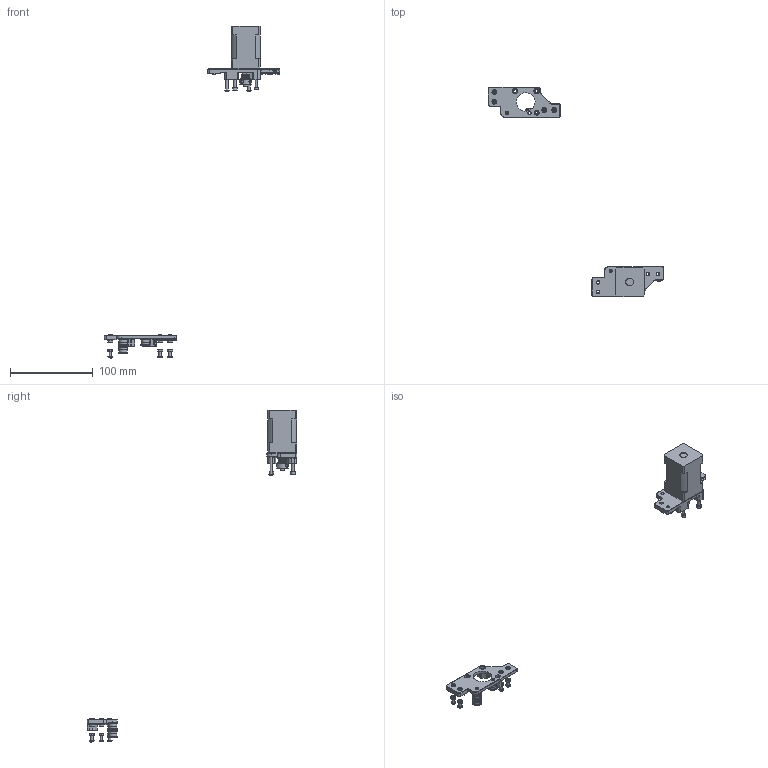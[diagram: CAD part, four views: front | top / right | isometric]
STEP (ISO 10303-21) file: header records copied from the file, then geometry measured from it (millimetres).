
FILE_DESCRIPTION(/* description */ (''),/* implementation_level */ '2;1');
FILE_NAME(/* name */ 'B_Drive.step',/* time_stamp */ '2022-04-01T15:11:44+02:00',/* author */ (''),/* organization */ (''),/* preprocessor_version */ 'ST-DEVELOPER v18.1',/* originating_system */ 'Autodesk Translation Framework v10.14.0.1471',/* authorisation */ '');
FILE_SCHEMA (('AUTOMOTIVE_DESIGN { 1 0 10303 214 3 1 1 }'));
Length unit declared in the file: millimetre
Products named in the file (24): B Drive; NEMA14 Stepper  (1) (1) (1); GT2 16T v2 (1) (1)(Mirror) (1) (1) (1); Hardware (1) (1) (1); f623_stack v1 (1) (1) (1); f623-rs (1) (1) (1); f623-rs (1) (2) (1); f623_stack v1 (1) (2) (1); f623-rs (1) (3) (1); f623-rs (1) (4) (1); f623_stack v1 (1) (3) (1); f623-rs (1) (5) (1); f623-rs (1) (6) (1); M3 washer-1 (1) (1); Screws (2) (4); M3_Hex_Nut v1 (2) (1) (2); M3x8 BHCS v1 (1) (1) (1); M3x25 BHCS v1 (1) (1); M3_Hex_Nut v1 (1) (1) (1) (1); M3x25 SHCS v1 (1) (1); M3x10 BHCS v1 (1) (1); B Drive Frame (1); B_Drive_Frame_Upper (1); B_Drive_Frame_Lower (1)
Assembly tree (50 placements, depth 5):
  B Drive
    NEMA14 Stepper  (1) (1) (1)
      GT2 16T v2 (1) (1)(Mirror) (1) (1) (1)
    Hardware (1) (1) (1)
      f623_stack v1 (1) (1) (1)
        f623-rs (1) (1) (1)
          M3 washer-1 (1) (1)  x2
        f623-rs (1) (2) (1)
          M3 washer-1 (1) (1)  x2
      f623_stack v1 (1) (2) (1)
        f623-rs (1) (3) (1)
          M3 washer-1 (1) (1)  x2
        f623-rs (1) (4) (1)
          M3 washer-1 (1) (1)  x2
      f623_stack v1 (1) (3) (1)
        f623-rs (1) (5) (1)
          M3 washer-1 (1) (1)  x2
        f623-rs (1) (6) (1)
          M3 washer-1 (1) (1)  x2
      Screws (2) (4)
        M3x25 BHCS v1 (1) (1)  x2
        M3x10 BHCS v1 (1) (1)  x8
        M3_Hex_Nut v1 (2) (1) (2)  x4
        M3_Hex_Nut v1 (1) (1) (1) (1)  x4
        M3x25 SHCS v1 (1) (1)  x3
        M3x8 BHCS v1 (1) (1) (1)
    B Drive Frame (1)
      B_Drive_Frame_Upper (1)
      B_Drive_Frame_Lower (1)
Bounding box: 212.42 x 253.88 x 401.41 mm (x, y, z)
Volume: 92231.9 mm3; surface area: 34393.5 mm2
Topology: 50 solids, 50 shells, 1212 faces, 2737 edges, 1690 vertices
Faces by surface type: plane 482, cylinder 393, cone 275, torus 45, sphere 11, bspline 6
Full cylindrical faces by diameter (mm): 2.388 x4, 2.9 x2, 3 x30, 3.2 x12, 3.4 x15, 5 x2, 5.5 x3, 5.7 x11, 6 x4, 6.06 x12, 6.94 x12, 7 x12, 9.398 x1, 10 x6, 10.16 x1, 11.7 x6, 13.9 x2, 20 x1, 21.946 x1, 22.5 x1
Entity records: 26462 total; most frequent: CARTESIAN_POINT 7002, DIRECTION 4288, ORIENTED_EDGE 3746, EDGE_CURVE 1873, AXIS2_PLACEMENT_3D 1699, VERTEX_POINT 1178, EDGE_LOOP 893, LINE 890
